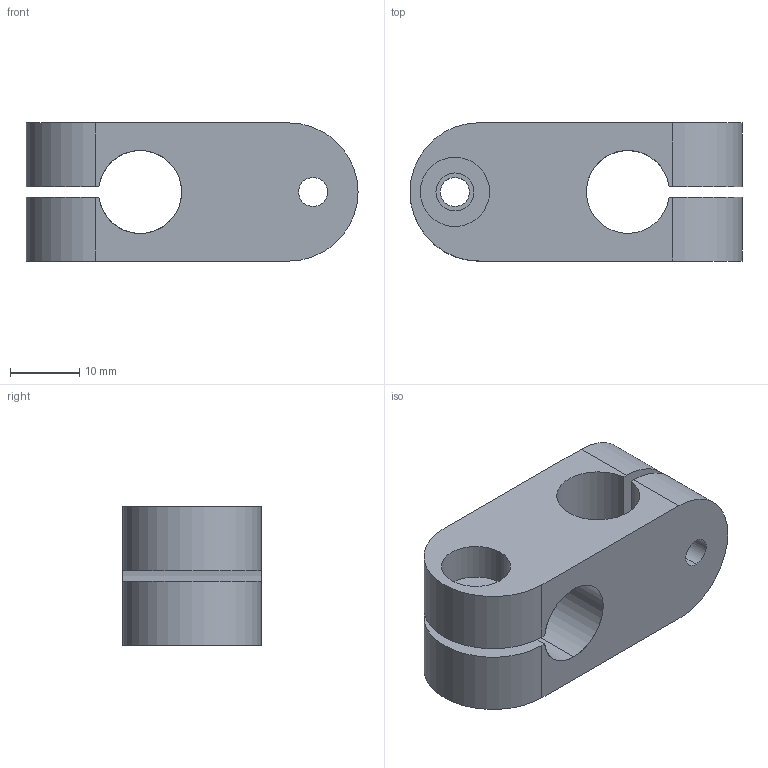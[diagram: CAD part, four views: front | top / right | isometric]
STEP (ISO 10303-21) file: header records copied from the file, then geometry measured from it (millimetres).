
FILE_DESCRIPTION(/* description */ ('SolidWorks IGES file using analytic representation for surfaces ','CAx-IF Rec.Pracs.---Representation and Presentation of Product Manufacturing Information (PMI)---4.0---2014-10-13'),/* implementation_level */ '2;1');
FILE_NAME(/* name */ 'HS-K-12-12-A.stp',/* time_stamp */ '2021-02-08T07:32:25+01:00',/* author */ ('ck'),/* organization */ (''),/* preprocessor_version */ 'ST-DEVELOPER v18.1',/* originating_system */ 'Autodesk Inventor 2021',/* authorisation */ '');
FILE_SCHEMA (('AP242_MANAGED_MODEL_BASED_3D_ENGINEERING_MIM_LF { 1 0 10303 442 1 1 4 }'));
Length unit declared in the file: millimetre
Products named in the file (1): HS-K-12-12-A
Bounding box: 48 x 20 x 20 mm (x, y, z)
Surface area: 6261.1 mm2 (no closed solid volume)
Topology: 0 solids, 30 shells, 30 faces, 140 edges, 140 vertices
Faces by surface type: cylinder 20, plane 10
Entity records: 1563 total; most frequent: CARTESIAN_POINT 311, DIRECTION 266, VERTEX_POINT 140, EDGE_CURVE 140, ORIENTED_EDGE 140, AXIS2_PLACEMENT_3D 95, LINE 76, VECTOR 76
